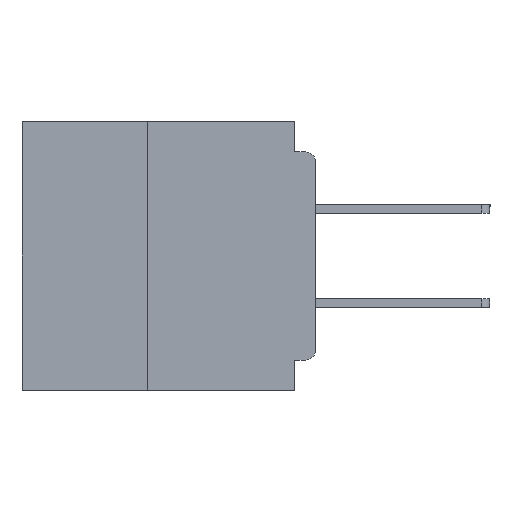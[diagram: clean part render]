
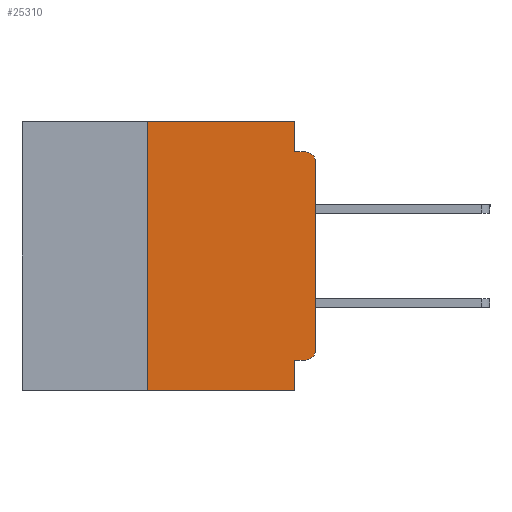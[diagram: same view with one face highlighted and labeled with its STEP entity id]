
A CAD part, left-side view. The second image highlights one B-rep face of the part: STEP entity #25310.
In plain terms, the highlighted planar face has unit normal (-1, 0, 0).
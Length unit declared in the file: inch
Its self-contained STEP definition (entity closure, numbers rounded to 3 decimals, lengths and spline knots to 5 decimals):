
#72 = DIRECTION ( 'NONE',  ( 0., 0., -1. ) ) ;
#123 = CARTESIAN_POINT ( 'NONE',  ( 0., 0.031, 0. ) ) ;
#213 = CARTESIAN_POINT ( 'NONE',  ( 0., 0., -0.06 ) ) ;
#813 = VERTEX_POINT ( 'NONE', #13395 ) ;
#1073 = LINE ( 'NONE', #2372, #38242 ) ;
#1113 = CARTESIAN_POINT ( 'NONE',  ( 0., 0.437, -0.4 ) ) ;
#2372 = CARTESIAN_POINT ( 'NONE',  ( 0., 0., -0.355 ) ) ;
#3324 = ORIENTED_EDGE ( 'NONE', *, *, #23178, .F. ) ;
#3718 = DIRECTION ( 'NONE',  ( 1., 0., 0. ) ) ;
#3858 = VERTEX_POINT ( 'NONE', #29673 ) ;
#4350 = ORIENTED_EDGE ( 'NONE', *, *, #27143, .F. ) ;
#5028 = VERTEX_POINT ( 'NONE', #36763 ) ;
#5488 = CARTESIAN_POINT ( 'NONE',  ( 0., 0.437, 0. ) ) ;
#6053 = CARTESIAN_POINT ( 'NONE',  ( 0., 0.031, 0. ) ) ;
#6227 = LINE ( 'NONE', #123, #43218 ) ;
#6246 = EDGE_CURVE ( 'NONE', #16803, #41199, #13406, .T. ) ;
#6549 = EDGE_CURVE ( 'NONE', #3858, #15901, #9329, .T. ) ;
#6557 = LINE ( 'NONE', #16302, #43533 ) ;
#6685 = LINE ( 'NONE', #8829, #34279 ) ;
#8829 = CARTESIAN_POINT ( 'NONE',  ( 0., 0., 0. ) ) ;
#9329 = LINE ( 'NONE', #5488, #17879 ) ;
#10867 = VERTEX_POINT ( 'NONE', #16944 ) ;
#11181 = DIRECTION ( 'NONE',  ( 0., 0., -1. ) ) ;
#11234 = ORIENTED_EDGE ( 'NONE', *, *, #43644, .F. ) ;
#12856 = CARTESIAN_POINT ( 'NONE',  ( 0., 0.031, -0.355 ) ) ;
#13395 = CARTESIAN_POINT ( 'NONE',  ( 0., 0.031, -0.045 ) ) ;
#13406 = CIRCLE ( 'NONE', #32196, 0.015 ) ;
#14012 = EDGE_CURVE ( 'NONE', #35397, #16803, #6685, .T. ) ;
#14983 = AXIS2_PLACEMENT_3D ( 'NONE', #25420, #3718, #28954 ) ;
#15155 = EDGE_CURVE ( 'NONE', #10867, #35397, #45209, .T. ) ;
#15328 = CARTESIAN_POINT ( 'NONE',  ( 0., 0.015, -0.34 ) ) ;
#15807 = ORIENTED_EDGE ( 'NONE', *, *, #14012, .T. ) ;
#15901 = VERTEX_POINT ( 'NONE', #6053 ) ;
#16302 = CARTESIAN_POINT ( 'NONE',  ( 0., 0.031, -0.4 ) ) ;
#16803 = VERTEX_POINT ( 'NONE', #213 ) ;
#16944 = CARTESIAN_POINT ( 'NONE',  ( 0., 0.015, -0.355 ) ) ;
#17879 = VECTOR ( 'NONE', #34310, 39.37008 ) ;
#18067 = CARTESIAN_POINT ( 'NONE',  ( 0., 0.25, -0.4 ) ) ;
#18253 = PLANE ( 'NONE',  #14983 ) ;
#18898 = DIRECTION ( 'NONE',  ( 0., 0., -1. ) ) ;
#19278 = LINE ( 'NONE', #18067, #46473 ) ;
#19618 = AXIS2_PLACEMENT_3D ( 'NONE', #15328, #40171, #18898 ) ;
#19883 = DIRECTION ( 'NONE',  ( 0., 0., -1. ) ) ;
#20361 = ORIENTED_EDGE ( 'NONE', *, *, #6549, .F. ) ;
#21420 = CARTESIAN_POINT ( 'NONE',  ( 0., 0.015, -0.045 ) ) ;
#21914 = DIRECTION ( 'NONE',  ( -1., 0., 0. ) ) ;
#22115 = CARTESIAN_POINT ( 'NONE',  ( 0., 0., -0.34 ) ) ;
#22563 = ORIENTED_EDGE ( 'NONE', *, *, #6246, .T. ) ;
#22715 = VECTOR ( 'NONE', #39565, 39.37008 ) ;
#22912 = DIRECTION ( 'NONE',  ( 0., -1., 0. ) ) ;
#23178 = EDGE_CURVE ( 'NONE', #37644, #5028, #6557, .T. ) ;
#23264 = ORIENTED_EDGE ( 'NONE', *, *, #15155, .T. ) ;
#23946 = VERTEX_POINT ( 'NONE', #28200 ) ;
#24222 = EDGE_CURVE ( 'NONE', #23946, #5028, #37920, .T. ) ;
#24890 = ORIENTED_EDGE ( 'NONE', *, *, #38268, .F. ) ;
#25310 = ADVANCED_FACE ( 'NONE', ( #36783 ), #18253, .F. ) ;
#25412 = ORIENTED_EDGE ( 'NONE', *, *, #24222, .T. ) ;
#25420 = CARTESIAN_POINT ( 'NONE',  ( 0., 0.437, 0. ) ) ;
#27143 = EDGE_CURVE ( 'NONE', #813, #41199, #32162, .T. ) ;
#27670 = EDGE_CURVE ( 'NONE', #23946, #3858, #19278, .T. ) ;
#28200 = CARTESIAN_POINT ( 'NONE',  ( 0., 0.25, -0.4 ) ) ;
#28954 = DIRECTION ( 'NONE',  ( 0., 0., -1. ) ) ;
#29673 = CARTESIAN_POINT ( 'NONE',  ( 0., 0.25, 0. ) ) ;
#30359 = DIRECTION ( 'NONE',  ( 0., 0., 1. ) ) ;
#32162 = LINE ( 'NONE', #42939, #22715 ) ;
#32196 = AXIS2_PLACEMENT_3D ( 'NONE', #43122, #21914, #72 ) ;
#34279 = VECTOR ( 'NONE', #30359, 39.37008 ) ;
#34310 = DIRECTION ( 'NONE',  ( 0., -1., 0. ) ) ;
#34857 = DIRECTION ( 'NONE',  ( 0., 1., 0. ) ) ;
#35397 = VERTEX_POINT ( 'NONE', #22115 ) ;
#36763 = CARTESIAN_POINT ( 'NONE',  ( 0., 0.031, -0.4 ) ) ;
#36783 = FACE_OUTER_BOUND ( 'NONE', #39893, .T. ) ;
#37644 = VERTEX_POINT ( 'NONE', #12856 ) ;
#37920 = LINE ( 'NONE', #1113, #41216 ) ;
#38242 = VECTOR ( 'NONE', #34857, 39.37008 ) ;
#38268 = EDGE_CURVE ( 'NONE', #10867, #37644, #1073, .T. ) ;
#39565 = DIRECTION ( 'NONE',  ( 0., -1., 0. ) ) ;
#39893 = EDGE_LOOP ( 'NONE', ( #15807, #22563, #4350, #11234, #20361, #44799, #25412, #3324, #24890, #23264 ) ) ;
#40171 = DIRECTION ( 'NONE',  ( -1., 0., 0. ) ) ;
#41199 = VERTEX_POINT ( 'NONE', #21420 ) ;
#41216 = VECTOR ( 'NONE', #22912, 39.37008 ) ;
#42939 = CARTESIAN_POINT ( 'NONE',  ( 0., 0., -0.045 ) ) ;
#43122 = CARTESIAN_POINT ( 'NONE',  ( 0., 0.015, -0.06 ) ) ;
#43218 = VECTOR ( 'NONE', #11181, 39.37008 ) ;
#43533 = VECTOR ( 'NONE', #19883, 39.37008 ) ;
#43644 = EDGE_CURVE ( 'NONE', #15901, #813, #6227, .T. ) ;
#44799 = ORIENTED_EDGE ( 'NONE', *, *, #27670, .F. ) ;
#45209 = CIRCLE ( 'NONE', #19618, 0.015 ) ;
#46468 = DIRECTION ( 'NONE',  ( 0., 0., 1. ) ) ;
#46473 = VECTOR ( 'NONE', #46468, 39.37008 ) ;
